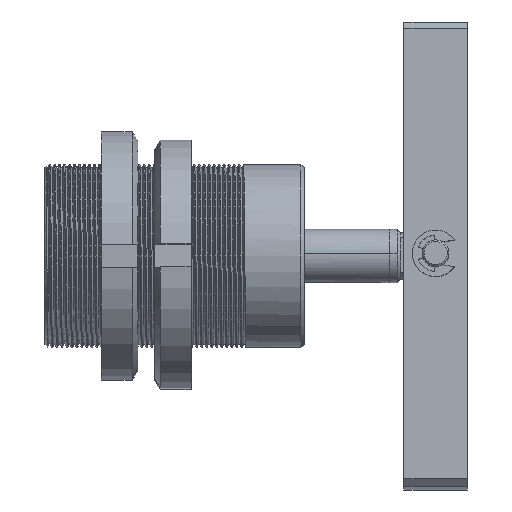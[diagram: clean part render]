
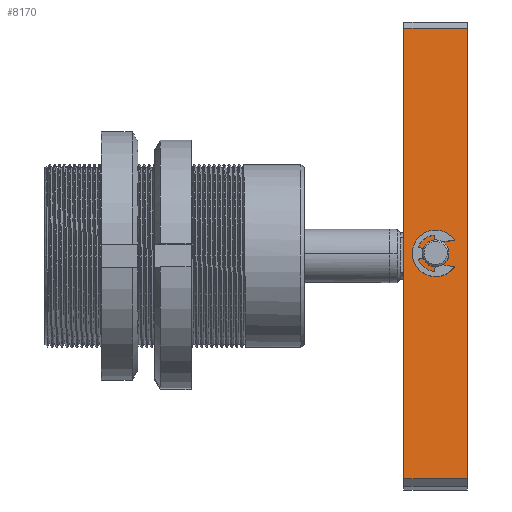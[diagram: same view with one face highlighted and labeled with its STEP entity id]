
A CAD part, front view. The second image highlights one B-rep face of the part: STEP entity #8170.
In plain terms, the highlighted face is planar.
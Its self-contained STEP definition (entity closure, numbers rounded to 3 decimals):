
#367 = AXIS2_PLACEMENT_3D ( 'NONE', #41098, #7298, #46745 ) ;
#2697 = EDGE_LOOP ( 'NONE', ( #56780, #2861 ) ) ;
#2861 = ORIENTED_EDGE ( 'NONE', *, *, #9148, .F. ) ;
#4418 = ORIENTED_EDGE ( 'NONE', *, *, #47250, .F. ) ;
#5678 = FACE_OUTER_BOUND ( 'NONE', #35946, .T. ) ;
#6444 = ORIENTED_EDGE ( 'NONE', *, *, #38334, .T. ) ;
#7298 = DIRECTION ( 'NONE',  ( 0., -1., 0. ) ) ;
#7344 = LINE ( 'NONE', #19883, #52365 ) ;
#8170 = ADVANCED_FACE ( 'NONE', ( #5678, #33904 ), #32781, .F. ) ;
#8301 = CIRCLE ( 'NONE', #71042, 4. ) ;
#9148 = EDGE_CURVE ( 'NONE', #18671, #21263, #8301, .T. ) ;
#10575 = CARTESIAN_POINT ( 'NONE',  ( 13394.757, 2336.591, 19. ) ) ;
#12516 = ORIENTED_EDGE ( 'NONE', *, *, #27504, .F. ) ;
#14194 = DIRECTION ( 'NONE',  ( 0., 0., 1. ) ) ;
#16788 = CARTESIAN_POINT ( 'NONE',  ( 13462.757, 2336.591, 5.5 ) ) ;
#17600 = CIRCLE ( 'NONE', #367, 4. ) ;
#18156 = CARTESIAN_POINT ( 'NONE',  ( 0., 2336.591, 0. ) ) ;
#18671 = VERTEX_POINT ( 'NONE', #16788 ) ;
#19883 = CARTESIAN_POINT ( 'NONE',  ( 13394.757, 2336.591, 19. ) ) ;
#21263 = VERTEX_POINT ( 'NONE', #43165 ) ;
#21634 = EDGE_CURVE ( 'NONE', #51097, #60895, #39883, .T. ) ;
#21963 = DIRECTION ( 'NONE',  ( 0., 0., 1. ) ) ;
#26012 = CARTESIAN_POINT ( 'NONE',  ( 13462.757, 2336.591, 9.5 ) ) ;
#27504 = EDGE_CURVE ( 'NONE', #58892, #51097, #43281, .T. ) ;
#29557 = CARTESIAN_POINT ( 'NONE',  ( 13530.757, 2336.591, 19. ) ) ;
#31394 = CARTESIAN_POINT ( 'NONE',  ( 13530.757, 2336.591, 0. ) ) ;
#31640 = DIRECTION ( 'NONE',  ( 0., 0., 1. ) ) ;
#32143 = DIRECTION ( 'NONE',  ( 1., 0., 0. ) ) ;
#32781 = PLANE ( 'NONE',  #44554 ) ;
#33904 = FACE_BOUND ( 'NONE', #2697, .T. ) ;
#34855 = LINE ( 'NONE', #18156, #63110 ) ;
#35889 = DIRECTION ( 'NONE',  ( 1., 0., 0. ) ) ;
#35946 = EDGE_LOOP ( 'NONE', ( #4418, #6444, #56478, #12516 ) ) ;
#38334 = EDGE_CURVE ( 'NONE', #38715, #60895, #34855, .T. ) ;
#38715 = VERTEX_POINT ( 'NONE', #61036 ) ;
#39883 = LINE ( 'NONE', #29557, #47802 ) ;
#41098 = CARTESIAN_POINT ( 'NONE',  ( 13462.757, 2336.591, 9.5 ) ) ;
#41519 = VECTOR ( 'NONE', #32143, 1000. ) ;
#43165 = CARTESIAN_POINT ( 'NONE',  ( 13462.757, 2336.591, 13.5 ) ) ;
#43281 = LINE ( 'NONE', #71639, #41519 ) ;
#44554 = AXIS2_PLACEMENT_3D ( 'NONE', #10575, #55751, #21963 ) ;
#46745 = DIRECTION ( 'NONE',  ( 0., 0., 1. ) ) ;
#47250 = EDGE_CURVE ( 'NONE', #38715, #58892, #7344, .T. ) ;
#47296 = DIRECTION ( 'NONE',  ( 0., 0., -1. ) ) ;
#47802 = VECTOR ( 'NONE', #47296, 1000. ) ;
#51097 = VERTEX_POINT ( 'NONE', #60869 ) ;
#52365 = VECTOR ( 'NONE', #14194, 1000. ) ;
#55751 = DIRECTION ( 'NONE',  ( 0., 1., 0. ) ) ;
#56478 = ORIENTED_EDGE ( 'NONE', *, *, #21634, .F. ) ;
#56780 = ORIENTED_EDGE ( 'NONE', *, *, #71011, .F. ) ;
#58892 = VERTEX_POINT ( 'NONE', #64446 ) ;
#60869 = CARTESIAN_POINT ( 'NONE',  ( 13530.757, 2336.591, 19. ) ) ;
#60895 = VERTEX_POINT ( 'NONE', #31394 ) ;
#61036 = CARTESIAN_POINT ( 'NONE',  ( 13394.757, 2336.591, 0. ) ) ;
#63110 = VECTOR ( 'NONE', #35889, 1000. ) ;
#64446 = CARTESIAN_POINT ( 'NONE',  ( 13394.757, 2336.591, 19. ) ) ;
#65445 = DIRECTION ( 'NONE',  ( 0., -1., 0. ) ) ;
#71011 = EDGE_CURVE ( 'NONE', #21263, #18671, #17600, .T. ) ;
#71042 = AXIS2_PLACEMENT_3D ( 'NONE', #26012, #65445, #31640 ) ;
#71639 = CARTESIAN_POINT ( 'NONE',  ( 0., 2336.591, 19. ) ) ;
